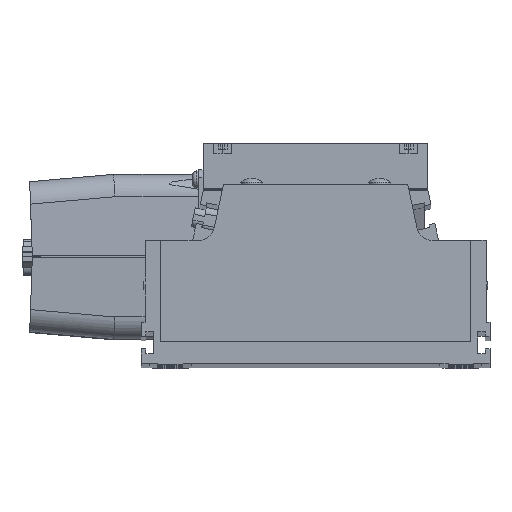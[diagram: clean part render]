
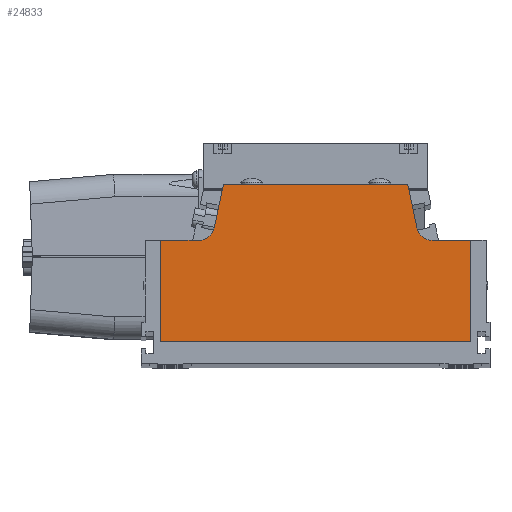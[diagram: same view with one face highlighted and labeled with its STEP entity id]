
A CAD part, top view. The second image highlights one B-rep face of the part: STEP entity #24833.
In plain terms, the highlighted planar face has unit normal (0, 0, 1).
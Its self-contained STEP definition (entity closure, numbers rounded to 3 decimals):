
#105 = DIRECTION ( 'NONE',  ( -1., 0., 0. ) ) ;
#842 = CIRCLE ( 'NONE', #12547, 4. ) ;
#980 = VERTEX_POINT ( 'NONE', #21385 ) ;
#1229 = DIRECTION ( 'NONE',  ( 0., -1., 0. ) ) ;
#1551 = VECTOR ( 'NONE', #14391, 1000. ) ;
#1677 = LINE ( 'NONE', #10013, #1551 ) ;
#2222 = VERTEX_POINT ( 'NONE', #8442 ) ;
#2340 = DIRECTION ( 'NONE',  ( 0.204, 0.979, 0. ) ) ;
#2513 = VECTOR ( 'NONE', #2659, 1000. ) ;
#2659 = DIRECTION ( 'NONE',  ( 0.204, -0.979, 0. ) ) ;
#3086 = CARTESIAN_POINT ( 'NONE',  ( 30.049, 7., 722.5 ) ) ;
#3615 = LINE ( 'NONE', #20570, #4431 ) ;
#3705 = AXIS2_PLACEMENT_3D ( 'NONE', #4479, #13098, #10977 ) ;
#3852 = DIRECTION ( 'NONE',  ( -1., 0., 0. ) ) ;
#4431 = VECTOR ( 'NONE', #12232, 1000. ) ;
#4469 = CARTESIAN_POINT ( 'NONE',  ( -30.049, 7., 722.5 ) ) ;
#4479 = CARTESIAN_POINT ( 'NONE',  ( -40., 84.488, 722.5 ) ) ;
#4559 = EDGE_CURVE ( 'NONE', #2222, #14399, #1677, .T. ) ;
#4862 = VERTEX_POINT ( 'NONE', #16993 ) ;
#5188 = LINE ( 'NONE', #11407, #9381 ) ;
#5594 = EDGE_LOOP ( 'NONE', ( #23082, #21559, #16984, #24630, #11358, #12035, #24555, #24236, #9103, #6797 ) ) ;
#5691 = LINE ( 'NONE', #22772, #2513 ) ;
#6028 = EDGE_CURVE ( 'NONE', #980, #13977, #5691, .T. ) ;
#6251 = LINE ( 'NONE', #21491, #10607 ) ;
#6582 = CARTESIAN_POINT ( 'NONE',  ( 26.133, 6.184, 722.5 ) ) ;
#6681 = VECTOR ( 'NONE', #1229, 1000. ) ;
#6797 = ORIENTED_EDGE ( 'NONE', *, *, #27690, .F. ) ;
#6833 = CARTESIAN_POINT ( 'NONE',  ( 30.049, 3., 722.5 ) ) ;
#7287 = EDGE_CURVE ( 'NONE', #2222, #12368, #3615, .T. ) ;
#7325 = EDGE_CURVE ( 'NONE', #20314, #23314, #14219, .T. ) ;
#7425 = EDGE_CURVE ( 'NONE', #4862, #25841, #842, .T. ) ;
#7742 = VECTOR ( 'NONE', #105, 1000. ) ;
#8015 = AXIS2_PLACEMENT_3D ( 'NONE', #3086, #13955, #11831 ) ;
#8404 = EDGE_CURVE ( 'NONE', #14399, #13977, #21086, .T. ) ;
#8442 = CARTESIAN_POINT ( 'NONE',  ( 40., 3., 722.5 ) ) ;
#8817 = EDGE_CURVE ( 'NONE', #4862, #23356, #24209, .T. ) ;
#8898 = CARTESIAN_POINT ( 'NONE',  ( -40., 3., 722.5 ) ) ;
#9103 = ORIENTED_EDGE ( 'NONE', *, *, #7325, .T. ) ;
#9381 = VECTOR ( 'NONE', #22397, 1000. ) ;
#9552 = CARTESIAN_POINT ( 'NONE',  ( -30.049, 3., 722.5 ) ) ;
#10013 = CARTESIAN_POINT ( 'NONE',  ( -40., 3., 722.5 ) ) ;
#10554 = PLANE ( 'NONE',  #3705 ) ;
#10607 = VECTOR ( 'NONE', #3852, 1000. ) ;
#10977 = DIRECTION ( 'NONE',  ( -1., 0., 0. ) ) ;
#11358 = ORIENTED_EDGE ( 'NONE', *, *, #12540, .F. ) ;
#11407 = CARTESIAN_POINT ( 'NONE',  ( -23.784, 17.45, 722.5 ) ) ;
#11831 = DIRECTION ( 'NONE',  ( -1., 0., 0. ) ) ;
#12035 = ORIENTED_EDGE ( 'NONE', *, *, #8817, .F. ) ;
#12232 = DIRECTION ( 'NONE',  ( 0., -1., 0. ) ) ;
#12368 = VERTEX_POINT ( 'NONE', #25771 ) ;
#12369 = CARTESIAN_POINT ( 'NONE',  ( -40., 84.488, 722.5 ) ) ;
#12540 = EDGE_CURVE ( 'NONE', #23356, #980, #5188, .T. ) ;
#12547 = AXIS2_PLACEMENT_3D ( 'NONE', #4469, #23378, #23522 ) ;
#13098 = DIRECTION ( 'NONE',  ( 0., 0., -1. ) ) ;
#13464 = VECTOR ( 'NONE', #2340, 1000. ) ;
#13955 = DIRECTION ( 'NONE',  ( 0., 0., -1. ) ) ;
#13977 = VERTEX_POINT ( 'NONE', #6582 ) ;
#14219 = LINE ( 'NONE', #12369, #6681 ) ;
#14391 = DIRECTION ( 'NONE',  ( -1., 0., 0. ) ) ;
#14399 = VERTEX_POINT ( 'NONE', #6833 ) ;
#16984 = ORIENTED_EDGE ( 'NONE', *, *, #8404, .T. ) ;
#16993 = CARTESIAN_POINT ( 'NONE',  ( -26.133, 6.184, 722.5 ) ) ;
#17050 = CARTESIAN_POINT ( 'NONE',  ( -40., 3., 722.5 ) ) ;
#19025 = FACE_OUTER_BOUND ( 'NONE', #5594, .T. ) ;
#20314 = VERTEX_POINT ( 'NONE', #8898 ) ;
#20570 = CARTESIAN_POINT ( 'NONE',  ( 40., 84.488, 722.5 ) ) ;
#21086 = CIRCLE ( 'NONE', #8015, 4. ) ;
#21385 = CARTESIAN_POINT ( 'NONE',  ( 23.784, 17.45, 722.5 ) ) ;
#21491 = CARTESIAN_POINT ( 'NONE',  ( -40., -23.13, 722.5 ) ) ;
#21548 = LINE ( 'NONE', #17050, #7742 ) ;
#21559 = ORIENTED_EDGE ( 'NONE', *, *, #4559, .T. ) ;
#22380 = CARTESIAN_POINT ( 'NONE',  ( -23.784, 17.45, 722.5 ) ) ;
#22397 = DIRECTION ( 'NONE',  ( 1., 0., 0. ) ) ;
#22772 = CARTESIAN_POINT ( 'NONE',  ( 23.784, 17.45, 722.5 ) ) ;
#23082 = ORIENTED_EDGE ( 'NONE', *, *, #7287, .F. ) ;
#23314 = VERTEX_POINT ( 'NONE', #23707 ) ;
#23356 = VERTEX_POINT ( 'NONE', #22380 ) ;
#23378 = DIRECTION ( 'NONE',  ( 0., 0., -1. ) ) ;
#23522 = DIRECTION ( 'NONE',  ( -1., 0., 0. ) ) ;
#23707 = CARTESIAN_POINT ( 'NONE',  ( -40., -23.13, 722.5 ) ) ;
#24068 = CARTESIAN_POINT ( 'NONE',  ( -26.797, 3., 722.5 ) ) ;
#24209 = LINE ( 'NONE', #24068, #13464 ) ;
#24236 = ORIENTED_EDGE ( 'NONE', *, *, #24795, .T. ) ;
#24555 = ORIENTED_EDGE ( 'NONE', *, *, #7425, .T. ) ;
#24630 = ORIENTED_EDGE ( 'NONE', *, *, #6028, .F. ) ;
#24795 = EDGE_CURVE ( 'NONE', #25841, #20314, #21548, .T. ) ;
#24833 = ADVANCED_FACE ( 'NONE', ( #19025 ), #10554, .F. ) ;
#25771 = CARTESIAN_POINT ( 'NONE',  ( 40., -23.13, 722.5 ) ) ;
#25841 = VERTEX_POINT ( 'NONE', #9552 ) ;
#27690 = EDGE_CURVE ( 'NONE', #12368, #23314, #6251, .T. ) ;
